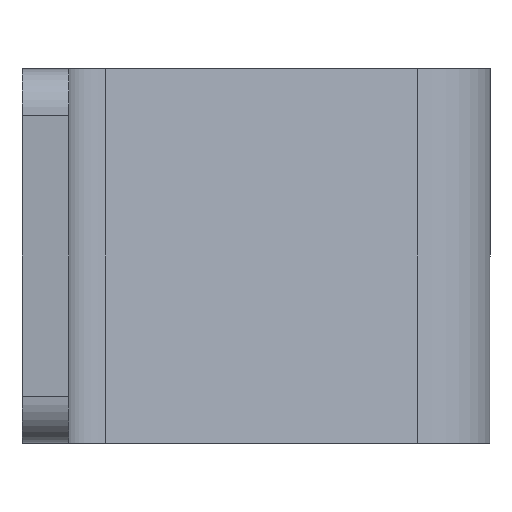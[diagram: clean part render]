
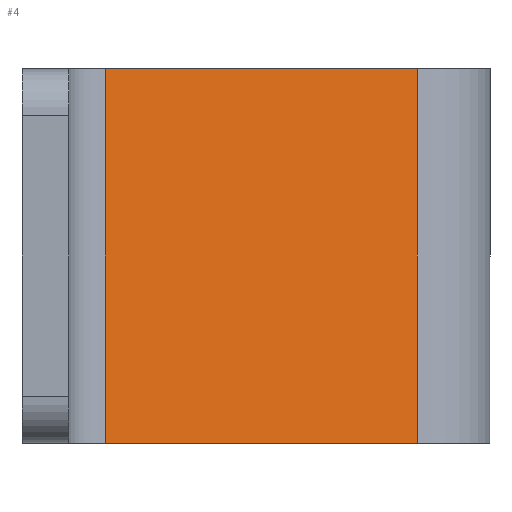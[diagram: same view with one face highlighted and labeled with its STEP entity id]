
A CAD part, left-side view. The second image highlights one B-rep face of the part: STEP entity #4.
In plain terms, the highlighted planar face has unit normal (-0.975, -0.222, 0).
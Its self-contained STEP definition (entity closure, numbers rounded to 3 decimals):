
#4 = ADVANCED_FACE ( 'NONE', ( #895 ), #1253, .F. ) ;
#61 = EDGE_CURVE ( 'NONE', #926, #1545, #525, .T. ) ;
#62 = VECTOR ( 'NONE', #1354, 1000. ) ;
#99 = CARTESIAN_POINT ( 'NONE',  ( -63.709, 82.219, -80. ) ) ;
#109 = CARTESIAN_POINT ( 'NONE',  ( -48.541, 15.562, -80. ) ) ;
#143 = VECTOR ( 'NONE', #1157, 1000. ) ;
#194 = ORIENTED_EDGE ( 'NONE', *, *, #61, .F. ) ;
#237 = CARTESIAN_POINT ( 'NONE',  ( -48.541, 15.562, -80. ) ) ;
#258 = DIRECTION ( 'NONE',  ( -0.222, 0.975, 0. ) ) ;
#293 = EDGE_LOOP ( 'NONE', ( #1620, #194, #1120, #809 ) ) ;
#300 = VECTOR ( 'NONE', #258, 1000. ) ;
#464 = CARTESIAN_POINT ( 'NONE',  ( -63.709, 82.219, 0. ) ) ;
#525 = LINE ( 'NONE', #1533, #941 ) ;
#606 = DIRECTION ( 'NONE',  ( -0.222, 0.975, 0. ) ) ;
#655 = EDGE_CURVE ( 'NONE', #732, #1545, #1573, .T. ) ;
#714 = VERTEX_POINT ( 'NONE', #1444 ) ;
#732 = VERTEX_POINT ( 'NONE', #917 ) ;
#809 = ORIENTED_EDGE ( 'NONE', *, *, #1125, .T. ) ;
#895 = FACE_OUTER_BOUND ( 'NONE', #293, .T. ) ;
#898 = LINE ( 'NONE', #975, #62 ) ;
#917 = CARTESIAN_POINT ( 'NONE',  ( -48.541, 15.562, 0. ) ) ;
#926 = VERTEX_POINT ( 'NONE', #99 ) ;
#941 = VECTOR ( 'NONE', #1263, 1000. ) ;
#975 = CARTESIAN_POINT ( 'NONE',  ( -48.541, 15.562, -80. ) ) ;
#990 = AXIS2_PLACEMENT_3D ( 'NONE', #237, #1126, #606 ) ;
#1105 = LINE ( 'NONE', #109, #143 ) ;
#1120 = ORIENTED_EDGE ( 'NONE', *, *, #1547, .F. ) ;
#1125 = EDGE_CURVE ( 'NONE', #714, #732, #1105, .T. ) ;
#1126 = DIRECTION ( 'NONE',  ( 0.975, 0.222, 0. ) ) ;
#1157 = DIRECTION ( 'NONE',  ( 0., 0., 1. ) ) ;
#1179 = CARTESIAN_POINT ( 'NONE',  ( -48.541, 15.562, 0. ) ) ;
#1253 = PLANE ( 'NONE',  #990 ) ;
#1263 = DIRECTION ( 'NONE',  ( 0., 0., 1. ) ) ;
#1354 = DIRECTION ( 'NONE',  ( -0.222, 0.975, 0. ) ) ;
#1444 = CARTESIAN_POINT ( 'NONE',  ( -48.541, 15.562, -80. ) ) ;
#1533 = CARTESIAN_POINT ( 'NONE',  ( -63.709, 82.219, -80. ) ) ;
#1545 = VERTEX_POINT ( 'NONE', #464 ) ;
#1547 = EDGE_CURVE ( 'NONE', #714, #926, #898, .T. ) ;
#1573 = LINE ( 'NONE', #1179, #300 ) ;
#1620 = ORIENTED_EDGE ( 'NONE', *, *, #655, .T. ) ;
